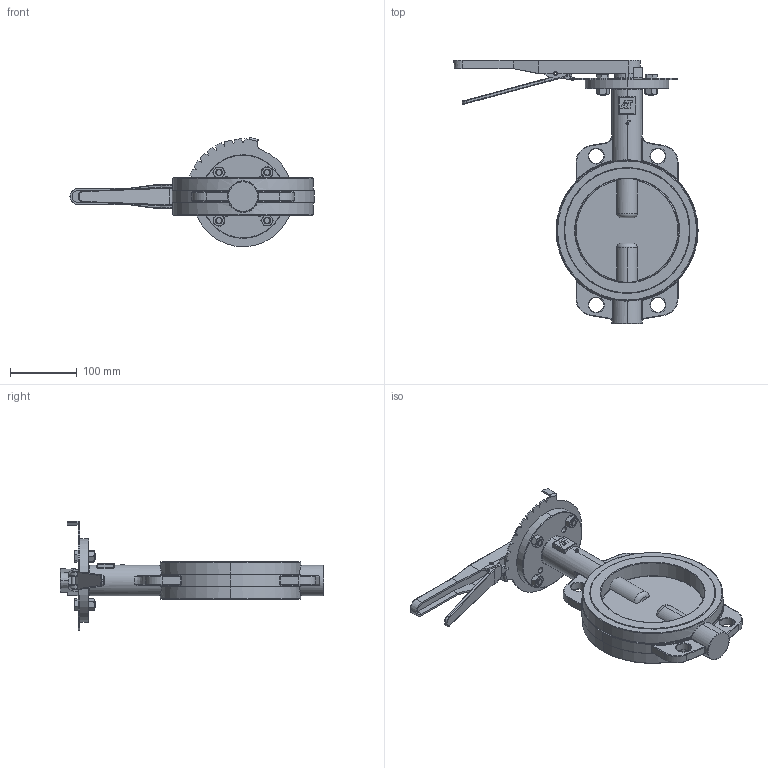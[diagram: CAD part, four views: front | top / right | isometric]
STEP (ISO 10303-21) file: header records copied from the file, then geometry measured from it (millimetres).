
FILE_DESCRIPTION (( 'STEP AP214' ), '1' );
FILE_NAME ('OS-W1-0600-XXX-HXX.step', '2019-08-12T18:31:42', ( '' ), ( '' ), 'SwSTEP 2.0', 'SolidWorks 2019', '' );
FILE_SCHEMA (( 'AUTOMOTIVE_DESIGN' ));
Length unit declared in the file: inch
Products named in the file (29): 25186; hex nut style 1_am_B18.2.4.1M - Hex nut, Style 1,  M10 x 1.5, with 16mm WAF --D-N; hex nut style 1_am; 25188; OS-W1-0600-XXX-HXX; hex cap screw_am; XX-XX-0600 HANDLE FOR SQUARE STEM; 25137; spring pin slotted_ai; 25191; spring pin slotted_ai_SPS 0.2188x1.375; 25185; 25112; 25189; OS-W1-0600-XXX_CLOSED; hex cap screw_am_B18.2.3.1M - Hex cap screw, M10 x 1.5 x 25 --25N
Assembly tree (18 placements, depth 3):
  hex nut style 1_am
  hex nut style 1_am
  OS-W1-0600-XXX-HXX
    OS-W1-0600-XXX_CLOSED
      25137
      25185
      25191
      25112
    hex nut style 1_am_B18.2.4.1M - Hex nut, Style 1,  M10 x 1.5, with 16mm WAF --D-N  x4
    hex cap screw_am_B18.2.3.1M - Hex cap screw, M10 x 1.5 x 25 --25N  x4
    25189
    XX-XX-0600 HANDLE FOR SQUARE STEM
      25188
      spring pin slotted_ai_SPS 0.2188x1.375
      25186
  hex cap screw_am
  25137
Bounding box: 365.63 x 394.72 x 163.8 mm (x, y, z)
Volume: 1686371.5 mm3; surface area: 382382.5 mm2
Topology: 16 solids, 16 shells, 1115 faces, 2784 edges, 1721 vertices
Faces by surface type: plane 413, cylinder 298, bspline 181, cone 106, torus 99, sphere 18
Entity records: 40396 total; most frequent: CARTESIAN_POINT 17687, ORIENTED_EDGE 4836, DIRECTION 4199, EDGE_CURVE 2418, AXIS2_PLACEMENT_3D 1524, VERTEX_POINT 1521, VECTOR 1151, LINE 1151
